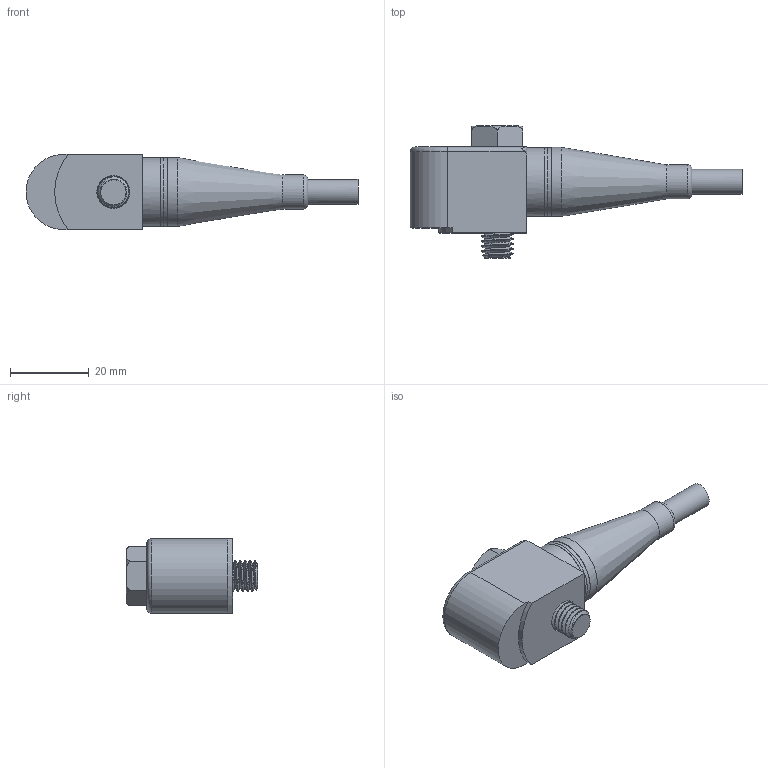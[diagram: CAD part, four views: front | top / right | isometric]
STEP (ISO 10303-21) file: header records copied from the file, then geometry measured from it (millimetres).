
FILE_DESCRIPTION(/* description */ (''),/* implementation_level */ '2;1');
FILE_NAME(/* name */ 'MASTER_M8_MEDIUM_SIDE_EXIT_INTEGRAL_BLACK.stp',/* time_stamp */ '2017-04-26T13:56:43-04:00',/* author */ ('aneininger'),/* organization */ (''),/* preprocessor_version */ 'ST-DEVELOPER v16.5',/* originating_system */ 'Autodesk Inventor 2017',/* authorisation */ '');
FILE_SCHEMA (('AUTOMOTIVE_DESIGN { 1 0 10303 214 3 1 1 }'));
Length unit declared in the file: inch
Products named in the file (3): MASTER_M8_MEDIUM_SIDE_EXIT_INTEGRAL_BLACK_STEP; MASTER_M8_MEDIUM_SIDE_EXIT_INTEGRAL_BLACK; ACP32250
Assembly tree (2 placements, depth 2):
  MASTER_M8_MEDIUM_SIDE_EXIT_INTEGRAL_BLACK_STEP
    MASTER_M8_MEDIUM_SIDE_EXIT_INTEGRAL_BLACK
    ACP32250
Bounding box: 84.28 x 33.5 x 19.05 mm (x, y, z)
Volume: 18516.6 mm3; surface area: 6563.1 mm2
Topology: 2 solids, 2 shells, 53 faces, 119 edges, 77 vertices
Faces by surface type: plane 23, cylinder 16, bspline 6, torus 5, cone 3
Full cylindrical faces by diameter (mm): 6.274 x1, 6.35 x1, 6.655 x1, 8.407 x1, 8.636 x1, 17.462 x1, 17.475 x3
Entity records: 4725 total; most frequent: CARTESIAN_POINT 3477, DIRECTION 224, ORIENTED_EDGE 202, EDGE_CURVE 101, AXIS2_PLACEMENT_3D 96, EDGE_LOOP 77, VERTEX_POINT 74, STYLED_ITEM 55
